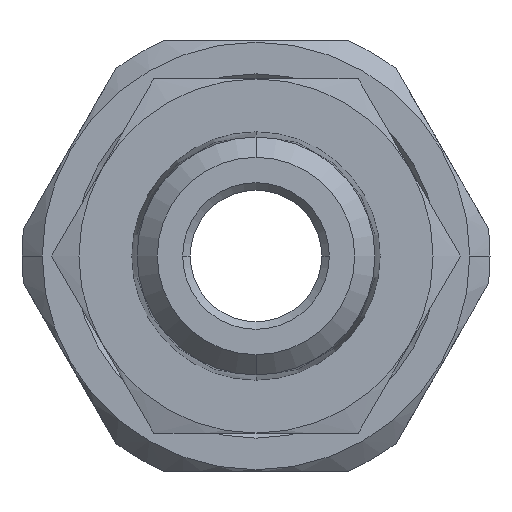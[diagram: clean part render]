
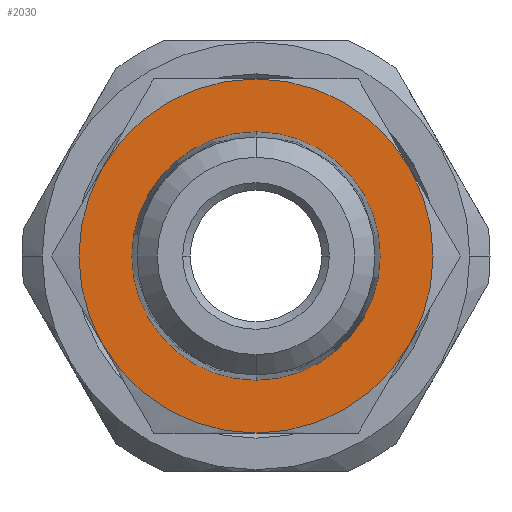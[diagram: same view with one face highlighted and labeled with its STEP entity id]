
A CAD part, front view. The second image highlights one B-rep face of the part: STEP entity #2030.
In plain terms, the highlighted planar face has unit normal (0, -1, 0).
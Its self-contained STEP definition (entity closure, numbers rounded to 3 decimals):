
#814=CARTESIAN_POINT('',(0.,0.,0.));
#815=DIRECTION('',(0.,-1.,0.));
#816=DIRECTION('',(0.,0.,-1.));
#817=AXIS2_PLACEMENT_3D('',#814,#815,#816);
#819=CARTESIAN_POINT('',(0.,0.,0.));
#820=DIRECTION('',(0.,1.,0.));
#821=DIRECTION('',(0.,0.,-1.));
#822=AXIS2_PLACEMENT_3D('',#819,#820,#821);
#824=CARTESIAN_POINT('',(0.,0.,0.));
#825=DIRECTION('',(0.,-1.,0.));
#826=DIRECTION('',(0.,0.,1.));
#827=AXIS2_PLACEMENT_3D('',#824,#825,#826);
#829=CARTESIAN_POINT('',(0.,0.,0.));
#830=DIRECTION('',(0.,-1.,0.));
#831=DIRECTION('',(0.866,0.,0.5));
#832=AXIS2_PLACEMENT_3D('',#829,#830,#831);
#834=CARTESIAN_POINT('',(0.,0.,0.));
#835=DIRECTION('',(0.,-1.,0.));
#836=DIRECTION('',(0.866,0.,-0.5));
#837=AXIS2_PLACEMENT_3D('',#834,#835,#836);
#839=CARTESIAN_POINT('',(0.,0.,0.));
#840=DIRECTION('',(0.,-1.,0.));
#841=DIRECTION('',(0.,0.,-1.));
#842=AXIS2_PLACEMENT_3D('',#839,#840,#841);
#844=CARTESIAN_POINT('',(0.,0.,0.));
#845=DIRECTION('',(0.,-1.,0.));
#846=DIRECTION('',(-0.866,0.,-0.5));
#847=AXIS2_PLACEMENT_3D('',#844,#845,#846);
#849=CARTESIAN_POINT('',(0.,0.,0.));
#850=DIRECTION('',(0.,-1.,0.));
#851=DIRECTION('',(-0.866,0.,0.5));
#852=AXIS2_PLACEMENT_3D('',#849,#850,#851);
#890=CARTESIAN_POINT('',(0.,0.,-4.909));
#891=VERTEX_POINT('',#890);
#892=CARTESIAN_POINT('',(0.,0.,4.909));
#893=VERTEX_POINT('',#892);
#918=CARTESIAN_POINT('',(0.,0.,7.));
#919=CARTESIAN_POINT('',(-6.062,0.,
3.5));
#920=VERTEX_POINT('',#918);
#921=VERTEX_POINT('',#919);
#922=CARTESIAN_POINT('',(-6.062,0.,-3.5));
#923=VERTEX_POINT('',#922);
#924=CARTESIAN_POINT('',(0.,0.,-7.));
#925=VERTEX_POINT('',#924);
#926=CARTESIAN_POINT('',(6.062,0.,
-3.5));
#927=VERTEX_POINT('',#926);
#928=CARTESIAN_POINT('',(6.062,0.,3.5));
#929=VERTEX_POINT('',#928);
#2013=CARTESIAN_POINT('',(0.,0.,0.));
#2014=DIRECTION('',(0.,-1.,0.));
#2015=DIRECTION('',(1.,0.,0.));
#2016=AXIS2_PLACEMENT_3D('',#2013,#2014,#2015);
#2017=PLANE('',#2016);
#2018=ORIENTED_EDGE('',*,*,#1066,.F.);
#2019=ORIENTED_EDGE('',*,*,#1186,.F.);
#2020=ORIENTED_EDGE('',*,*,#1173,.F.);
#2021=ORIENTED_EDGE('',*,*,#1159,.F.);
#2022=ORIENTED_EDGE('',*,*,#1094,.F.);
#2023=ORIENTED_EDGE('',*,*,#1080,.F.);
#2024=EDGE_LOOP('',(#2018,#2019,#2020,#2021,#2022,#2023));
#2025=FACE_OUTER_BOUND('',#2024,.F.);
#2026=ORIENTED_EDGE('',*,*,#2008,.T.);
#2027=ORIENTED_EDGE('',*,*,#1992,.F.);
#2028=EDGE_LOOP('',(#2026,#2027));
#2029=FACE_BOUND('',#2028,.F.);
#2030=ADVANCED_FACE('',(#2025,#2029),#2017,.T.);
#818=CIRCLE('',#817,4.909);
#823=CIRCLE('',#822,4.909);
#828=CIRCLE('',#827,7.);
#833=CIRCLE('',#832,7.);
#838=CIRCLE('',#837,7.);
#843=CIRCLE('',#842,7.);
#848=CIRCLE('',#847,7.);
#853=CIRCLE('',#852,7.);
#1066=EDGE_CURVE('',#920,#921,#828,.T.);
#1080=EDGE_CURVE('',#921,#923,#853,.T.);
#1094=EDGE_CURVE('',#923,#925,#848,.T.);
#1159=EDGE_CURVE('',#925,#927,#843,.T.);
#1173=EDGE_CURVE('',#927,#929,#838,.T.);
#1186=EDGE_CURVE('',#929,#920,#833,.T.);
#1992=EDGE_CURVE('',#891,#893,#823,.T.);
#2008=EDGE_CURVE('',#891,#893,#818,.T.);
